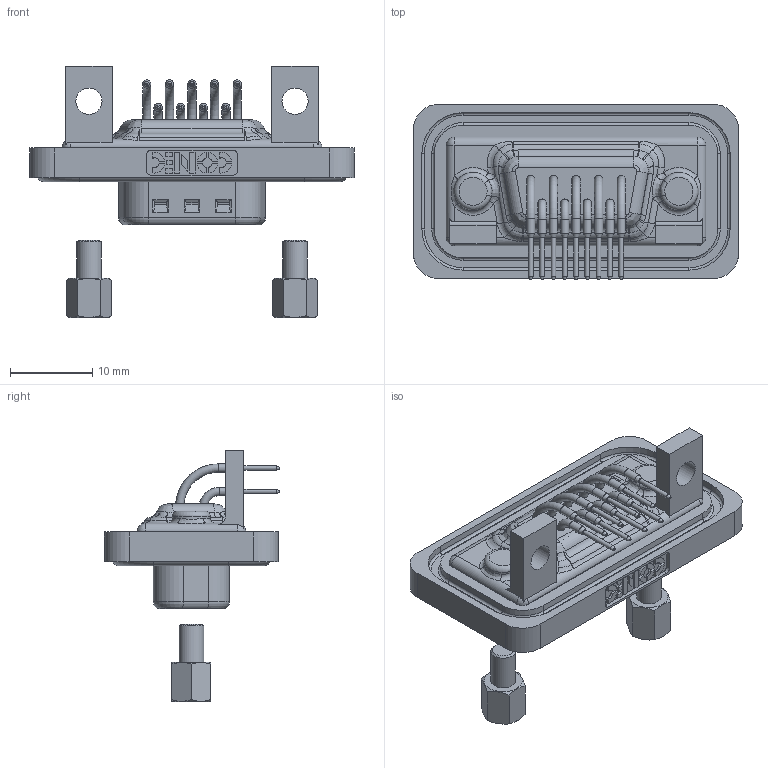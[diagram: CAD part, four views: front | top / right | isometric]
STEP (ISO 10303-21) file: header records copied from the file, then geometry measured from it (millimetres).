
FILE_DESCRIPTION(/* description */ (''),/* implementation_level */ '2;1');
FILE_NAME(/* name */ '15K1A776.stp',/* time_stamp */ '2015-08-23T20:01:02+02:00',/* author */ ('Bodos'),/* organization */ (''),/* preprocessor_version */ 'ST-DEVELOPER v15.6',/* originating_system */ 'Autodesk Inventor 2015',/* authorisation */ '');
FILE_SCHEMA (('AUTOMOTIVE_DESIGN { 1 0 10303 214 3 1 1 }'));
Products named in the file (1): 15K1A776
Bounding box: 39.4 x 21.25 x 30.5 mm (x, y, z)
Volume: 3871.3 mm3; surface area: 6576.7 mm2
Topology: 3 solids, 49 shells, 1596 faces, 3915 edges, 2463 vertices
Faces by surface type: plane 764, cylinder 483, bspline 190, torus 87, cone 68, sphere 4
Full cylindrical faces by diameter (mm): 0.57 x9, 1.01 x36, 1.03 x9, 1.5 x9, 1.56 x18, 1.6 x2, 2.1 x9, 2.459 x2, 3 x2, 3.18 x2, 3.8 x2, 4 x2, 4.3 x4
Entity records: 56423 total; most frequent: CARTESIAN_POINT 19068, ORIENTED_EDGE 7314, DIRECTION 7022, EDGE_CURVE 3637, AXIS2_PLACEMENT_3D 2522, VERTEX_POINT 2390, LINE 1978, VECTOR 1978
